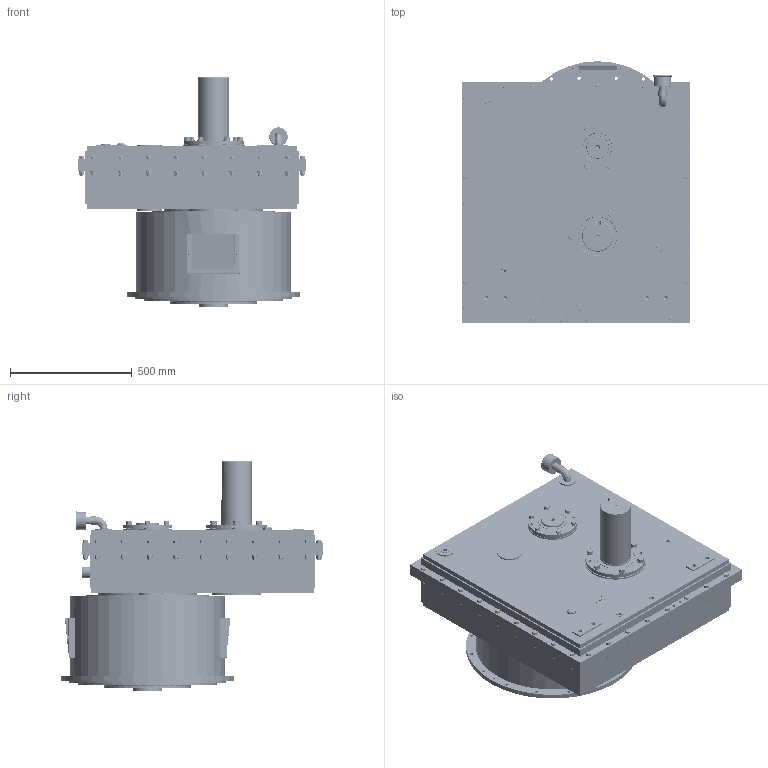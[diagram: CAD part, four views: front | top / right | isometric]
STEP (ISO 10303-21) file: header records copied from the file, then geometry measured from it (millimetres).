
FILE_DESCRIPTION (( 'STEP AP214' ), '1' );
FILE_NAME ('D204E300001.STEP', '2017-09-11T21:18:14', ( 'MikeMihajlovic' ), ( 'Microsoft' ), 'SwSTEP 2.0', 'SolidWorks 2017', '' );
FILE_SCHEMA (( 'AUTOMOTIVE_DESIGN' ));
Length unit declared in the file: inch
Products named in the file (51): HHCSZ_50-13X2_75; D204001; SHCS_25-20X_50; HNZ_50-13; D204013; PPSKG_75-14; D204E300001; D204002; PPSKM_75-14; DWL_50X1_25; SG_75NPT-01; SSCP_25-20X_38; PPSKG1_00-11_5; D144056; AVBF-16; TW-10; STEL1_00NPT90; RP_25X_87; OS5_000X6_250-2; D204014; OS3_625X4_625-2; LC318-H0S01_SIMPLIFIED; D204008; HHCSZ_50-13X1_50; SHCS_25-20X_75; D204012; HHCSZ_63-11X1_75; PPSKG_25-18; D204006; LWZ_63; SHK22920; D17-0-A-18_ASM; HHCSZ_50-13X1_75; SHK22907; D17-0-A-18_RIB; LWZ_50; SHK22905; D17-0-A-18_BOSSES; RHSKCS_25-20X_50; SHK22420 ...
Assembly tree (223 placements, depth 3):
  D204E300001
    D204001
    D204009
    D17-0-A-18_ASM
      D17-0-A-18_1
      D17-0-A-18_2
      D17-0-A-18_3
      D17-0-A-18_BOSSES
      D17-0-A-18_RIB  x4
    D204006
    D204012  x2
    D204008
    D204014
    RP_25X_87
    TW-10
    D144056
    SSCP_25-20X_38  x2
    DWL_50X1_25  x2
    D204002
    D204013  x2
    SHCS_25-20X_50  x4
    SHK22405  x3
    D204010
    D204011
    CVL8_44X6_50  x2
    RHSKCS_25-20X_50  x4
    LWZ_50  x46
    HHCSZ_50-13X1_75  x6
    LWZ_63  x12
    HHCSZ_63-11X1_75  x12
    HHCSZ_50-13X1_50  x6
    OS3_625X4_625-2
    OS5_000X6_250-2  x2
    STEL1_00NPT90
    AVBF-16
    PPSKG1_00-11_5
    SG_75NPT-01
    PPSKM_75-14
    PPSKG_75-14  x2
    HNZ_50-13  x34
    HHCSZ_50-13X2_75  x34
    NP266409-1
    DS90081A106  x2
    SHK22407  x3
    SHK22420
    SHK22905  x3
    SHK22907  x3
    SHK22920
    PPSKG_25-18  x4
    SHCS_25-20X_75  x3
    LC318-H0S01_SIMPLIFIED
Bounding box: 939.8 x 1076.33 x 943.9 mm (x, y, z)
Volume: 8296735.5 mm3; surface area: 10778432.3 mm2
Topology: 147 solids, 402 shells, 6261 faces, 17589 edges, 12010 vertices
Faces by surface type: plane 2684, cylinder 2590, cone 618, bspline 369
Entity records: 166441 total; most frequent: CARTESIAN_POINT 66766, DIRECTION 19467, ORIENTED_EDGE 19419, EDGE_CURVE 10966, VERTEX_POINT 7721, AXIS2_PLACEMENT_3D 6832, VECTOR 5803, LINE 5803
